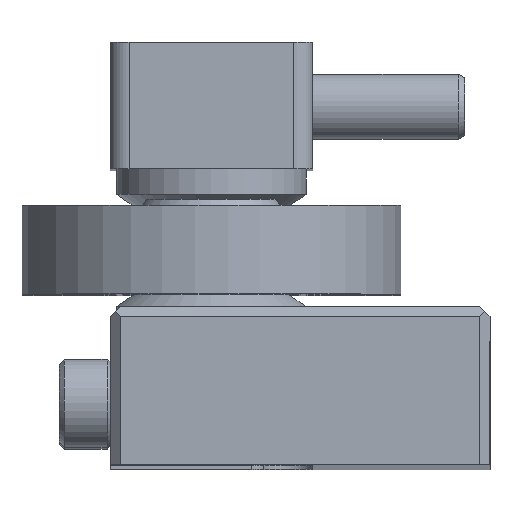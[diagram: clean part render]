
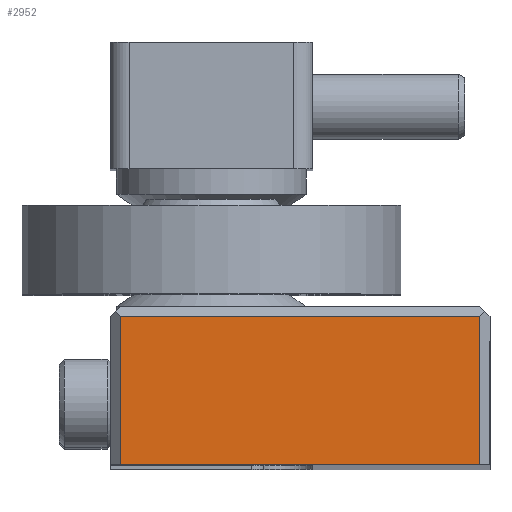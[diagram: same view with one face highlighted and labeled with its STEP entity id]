
A CAD part, top view. The second image highlights one B-rep face of the part: STEP entity #2952.
In plain terms, the highlighted planar face has unit normal (0, 0, 1).
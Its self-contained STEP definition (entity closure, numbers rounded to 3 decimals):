
#411=ORIENTED_EDGE('',*,*,#1192,.T.);
#412=ORIENTED_EDGE('',*,*,#1156,.F.);
#413=ORIENTED_EDGE('',*,*,#1193,.F.);
#414=ORIENTED_EDGE('',*,*,#1152,.T.);
#1152=EDGE_CURVE('',#1546,#1547,#1837,.T.);
#1156=EDGE_CURVE('',#1548,#1549,#1841,.T.);
#1192=EDGE_CURVE('',#1547,#1549,#1873,.T.);
#1193=EDGE_CURVE('',#1546,#1548,#1874,.T.);
#1546=VERTEX_POINT('',#5006);
#1547=VERTEX_POINT('',#5007);
#1548=VERTEX_POINT('',#5012);
#1549=VERTEX_POINT('',#5014);
#1837=LINE('',#5005,#2078);
#1841=LINE('',#5013,#2082);
#1873=LINE('',#5086,#2114);
#1874=LINE('',#5087,#2115);
#2078=VECTOR('',#4050,1000.);
#2082=VECTOR('',#4056,1000.);
#2114=VECTOR('',#4112,1000.);
#2115=VECTOR('',#4113,1000.);
#2303=EDGE_LOOP('',(#411,#412,#413,#414));
#2578=FACE_BOUND('',#2303,.T.);
#2854=PLANE('',#3666);
#2952=ADVANCED_FACE('',(#2578),#2854,.F.);
#3666=AXIS2_PLACEMENT_3D('',#5085,#4110,#4111);
#4050=DIRECTION('',(0.,-1.,0.));
#4056=DIRECTION('',(0.,-1.,0.));
#4110=DIRECTION('',(0.,0.,-1.));
#4111=DIRECTION('',(-1.,0.,0.));
#4112=DIRECTION('',(1.,0.,0.));
#4113=DIRECTION('',(1.,0.,0.));
#5005=CARTESIAN_POINT('',(-29.2,7.5,114.));
#5006=CARTESIAN_POINT('',(-29.2,6.7,114.));
#5007=CARTESIAN_POINT('',(-29.2,-5.,114.));
#5012=CARTESIAN_POINT('',(-0.8,6.7,114.));
#5013=CARTESIAN_POINT('',(-0.8,7.5,114.));
#5014=CARTESIAN_POINT('',(-0.8,-5.,114.));
#5085=CARTESIAN_POINT('',(-29.2,7.5,114.));
#5086=CARTESIAN_POINT('',(-29.2,-5.,114.));
#5087=CARTESIAN_POINT('',(-30.,6.7,114.));
